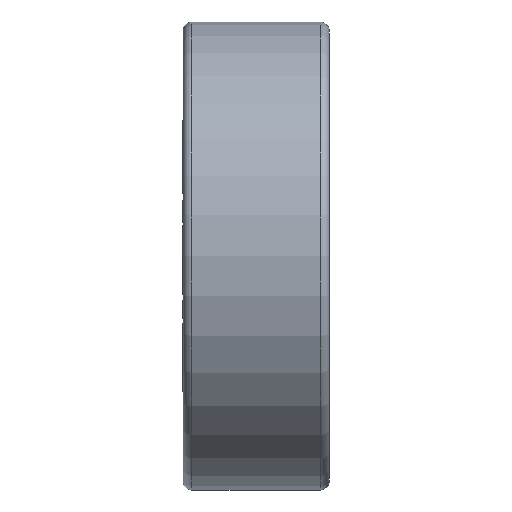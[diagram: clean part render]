
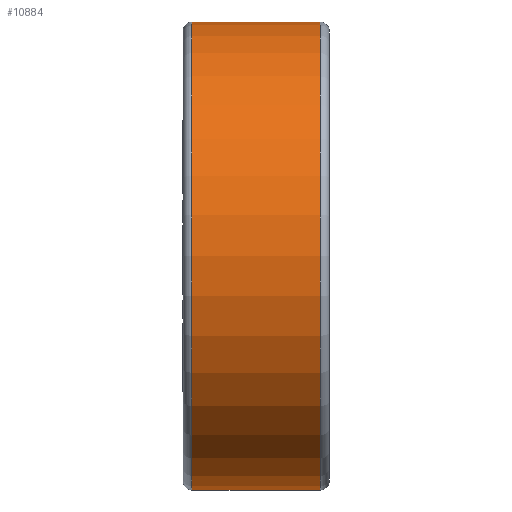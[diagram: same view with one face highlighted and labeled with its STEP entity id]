
A CAD part, top view. The second image highlights one B-rep face of the part: STEP entity #10884.
In plain terms, the highlighted cylindrical face has radius 8 mm (diameter 16 mm), a partial arc.
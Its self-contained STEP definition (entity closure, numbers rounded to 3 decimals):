
#2759=CARTESIAN_POINT('',(-2.2,0.,0.));
#2760=DIRECTION('',(1.,0.,0.));
#2761=DIRECTION('',(0.,1.,0.));
#2762=AXIS2_PLACEMENT_3D('',#2759,#2760,#2761);
#2767=CARTESIAN_POINT('',(2.2,0.,0.));
#2768=DIRECTION('',(1.,0.,0.));
#2769=DIRECTION('',(0.,1.,0.));
#2770=AXIS2_PLACEMENT_3D('',#2767,#2768,#2769);
#2783=DIRECTION('',(-1.,0.,0.));
#2784=VECTOR('',#2783,4.4);
#2785=CARTESIAN_POINT('',(2.2,-8.,0.));
#2786=LINE('',#2785,#2784);
#2798=DIRECTION('',(-1.,0.,0.));
#2799=VECTOR('',#2798,4.4);
#2800=CARTESIAN_POINT('',(2.2,8.,0.));
#2801=LINE('',#2800,#2799);
#8414=CARTESIAN_POINT('',(-2.2,8.,0.));
#8415=CARTESIAN_POINT('',(-2.2,-8.,0.));
#8416=VERTEX_POINT('',#8414);
#8417=VERTEX_POINT('',#8415);
#8418=CARTESIAN_POINT('',(2.2,8.,0.));
#8419=CARTESIAN_POINT('',(2.2,-8.,0.));
#8420=VERTEX_POINT('',#8418);
#8421=VERTEX_POINT('',#8419);
#10870=CARTESIAN_POINT('',(-2.75,0.,0.));
#10871=DIRECTION('',(1.,0.,0.));
#10872=DIRECTION('',(0.,-1.,0.));
#10873=AXIS2_PLACEMENT_3D('',#10870,#10871,#10872);
#10874=CYLINDRICAL_SURFACE('',#10873,8.);
#10875=ORIENTED_EDGE('',*,*,#10860,.F.);
#10877=ORIENTED_EDGE('',*,*,#10876,.F.);
#10879=ORIENTED_EDGE('',*,*,#10878,.T.);
#10881=ORIENTED_EDGE('',*,*,#10880,.T.);
#10882=EDGE_LOOP('',(#10875,#10877,#10879,#10881));
#10883=FACE_OUTER_BOUND('',#10882,.F.);
#2763=CIRCLE('',#2762,8.);
#2771=CIRCLE('',#2770,8.);
#10860=EDGE_CURVE('',#8416,#8417,#2763,.T.);
#10876=EDGE_CURVE('',#8420,#8416,#2801,.T.);
#10878=EDGE_CURVE('',#8420,#8421,#2771,.T.);
#10880=EDGE_CURVE('',#8421,#8417,#2786,.T.);
#10884=ADVANCED_FACE('',(#10883),#10874,.T.);
